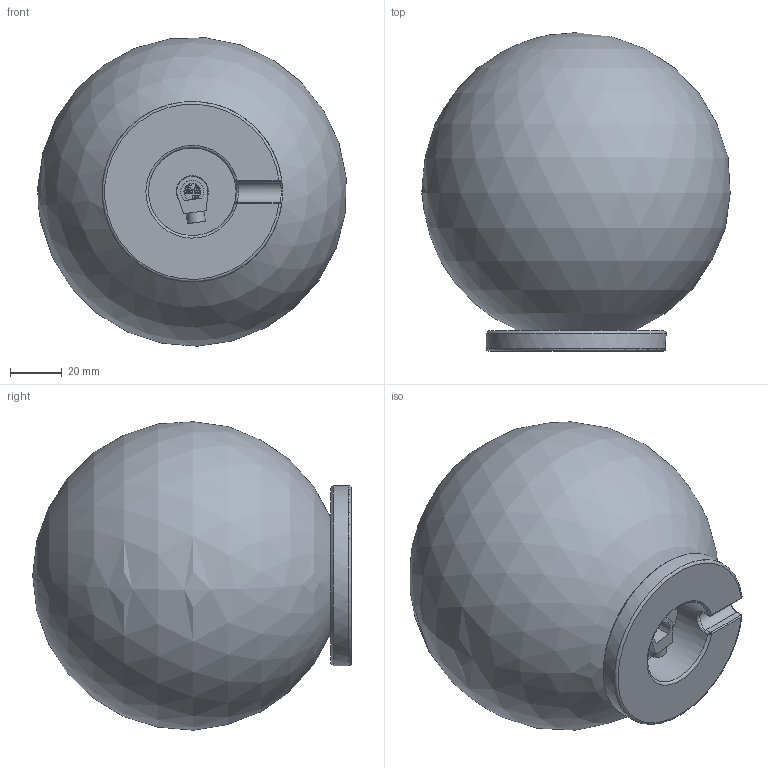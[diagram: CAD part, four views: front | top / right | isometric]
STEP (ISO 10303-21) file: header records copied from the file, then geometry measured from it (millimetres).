
FILE_DESCRIPTION(/* description */ (''),/* implementation_level */ '2;1');
FILE_NAME(/* name */ 'F443000150xxNE.stp',/* time_stamp */ '2020-01-15T08:46:24+01:00',/* author */ ('sghezzi'),/* organization */ (''),/* preprocessor_version */ 'ST-DEVELOPER v17.2',/* originating_system */ 'Autodesk Inventor 2019',/* authorisation */ '');
FILE_SCHEMA (('AUTOMOTIVE_DESIGN { 1 0 10303 214 3 1 1 }'));
Length unit declared in the file: millimetre
Products named in the file (7): Assieme tavolo; ANELLO FILETTATO PER VETRO SETAREH PICCOLO; 002438000_DIFFUSORE VETRO SFERA D120; 007443005; 320_asm; a66_asm; 061011005 BLOCCACAVO 5227.26 NERO+GRANO
Assembly tree (6 placements, depth 2):
  Assieme tavolo
    ANELLO FILETTATO PER VETRO SETAREH PICCOLO
    002438000_DIFFUSORE VETRO SFERA D120
    007443005
    320_asm
    a66_asm
    061011005 BLOCCACAVO 5227.26 NERO+GRANO
Bounding box: 119.65 x 123.62 x 119.67 mm (x, y, z)
Volume: 144295.4 mm3; surface area: 106832.3 mm2
Topology: 11 solids, 11 shells, 1537 faces, 4200 edges, 2699 vertices
Faces by surface type: plane 1051, cylinder 392, bspline 44, sphere 23, torus 18, cone 9
Full cylindrical faces by diameter (mm): 1.8 x4, 6.5 x1, 7 x1, 10 x1, 10.5 x1, 14 x1, 34 x1, 39.7 x1, 40 x1, 45 x2
Entity records: 50622 total; most frequent: CARTESIAN_POINT 10517, ORIENTED_EDGE 8390, DIRECTION 8004, EDGE_CURVE 4195, LINE 3216, VECTOR 3216, VERTEX_POINT 2698, AXIS2_PLACEMENT_3D 2394
